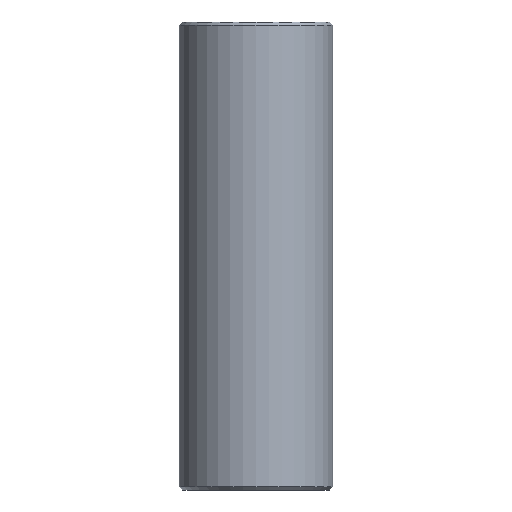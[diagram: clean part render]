
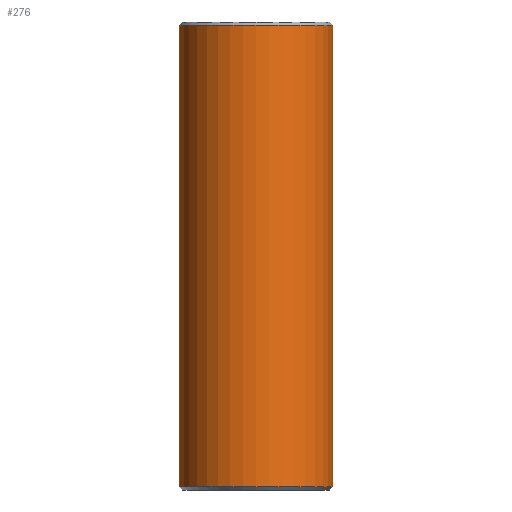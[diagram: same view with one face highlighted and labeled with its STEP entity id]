
A CAD part, front view. The second image highlights one B-rep face of the part: STEP entity #276.
In plain terms, the highlighted cylindrical face has radius 11 mm (diameter 22 mm), a partial arc.
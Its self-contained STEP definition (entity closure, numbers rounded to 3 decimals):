
#14 = ORIENTED_EDGE ( 'NONE', *, *, #394, .T. ) ;
#44 = EDGE_LOOP ( 'NONE', ( #84, #85, #86, #14 ) ) ;
#84 = ORIENTED_EDGE ( 'NONE', *, *, #381, .F. ) ;
#85 = ORIENTED_EDGE ( 'NONE', *, *, #391, .T. ) ;
#86 = ORIENTED_EDGE ( 'NONE', *, *, #387, .T. ) ;
#103 = FACE_OUTER_BOUND ( 'NONE', #44, .T. ) ;
#110 = CYLINDRICAL_SURFACE ( 'NONE', #405, 11. ) ;
#119 = VECTOR ( 'NONE', #309, 1000. ) ;
#122 = LINE ( 'NONE', #308, #119 ) ;
#133 = LINE ( 'NONE', #316, #136 ) ;
#136 = VECTOR ( 'NONE', #319, 1000. ) ;
#141 = CIRCLE ( 'NONE', #420, 11. ) ;
#147 = CIRCLE ( 'NONE', #423, 11. ) ;
#197 = VERTEX_POINT ( 'NONE', #227 ) ;
#199 = VERTEX_POINT ( 'NONE', #222 ) ;
#204 = VERTEX_POINT ( 'NONE', #236 ) ;
#205 = VERTEX_POINT ( 'NONE', #237 ) ;
#222 = CARTESIAN_POINT ( 'NONE',  ( -11., 0., 0.5 ) ) ;
#227 = CARTESIAN_POINT ( 'NONE',  ( 11., 0., 0.5 ) ) ;
#236 = CARTESIAN_POINT ( 'NONE',  ( -11., 0., 66.5 ) ) ;
#237 = CARTESIAN_POINT ( 'NONE',  ( 11., 0., 66.5 ) ) ;
#252 = CARTESIAN_POINT ( 'NONE',  ( 0., 0., 67. ) ) ;
#255 = DIRECTION ( 'NONE',  ( 0., 0., -1. ) ) ;
#256 = DIRECTION ( 'NONE',  ( -1., 0., 0. ) ) ;
#276 = ADVANCED_FACE ( 'NONE', ( #103 ), #110, .T. ) ;
#308 = CARTESIAN_POINT ( 'NONE',  ( 11., 0., 67. ) ) ;
#309 = DIRECTION ( 'NONE',  ( 0., 0., -1. ) ) ;
#316 = CARTESIAN_POINT ( 'NONE',  ( -11., 0., 67. ) ) ;
#319 = DIRECTION ( 'NONE',  ( 0., 0., -1. ) ) ;
#324 = CARTESIAN_POINT ( 'NONE',  ( 0., 0., 66.5 ) ) ;
#331 = DIRECTION ( 'NONE',  ( 0., 0., -1. ) ) ;
#332 = DIRECTION ( 'NONE',  ( 1., 0., 0. ) ) ;
#333 = CARTESIAN_POINT ( 'NONE',  ( 0., 0., 0.5 ) ) ;
#340 = DIRECTION ( 'NONE',  ( 0., 0., 1. ) ) ;
#341 = DIRECTION ( 'NONE',  ( 1., 0., 0. ) ) ;
#381 = EDGE_CURVE ( 'NONE', #205, #197, #122, .T. ) ;
#387 = EDGE_CURVE ( 'NONE', #204, #199, #133, .T. ) ;
#391 = EDGE_CURVE ( 'NONE', #205, #204, #141, .T. ) ;
#394 = EDGE_CURVE ( 'NONE', #199, #197, #147, .T. ) ;
#405 = AXIS2_PLACEMENT_3D ( 'NONE', #252, #255, #256 ) ;
#420 = AXIS2_PLACEMENT_3D ( 'NONE', #324, #331, #332 ) ;
#423 = AXIS2_PLACEMENT_3D ( 'NONE', #333, #340, #341 ) ;
